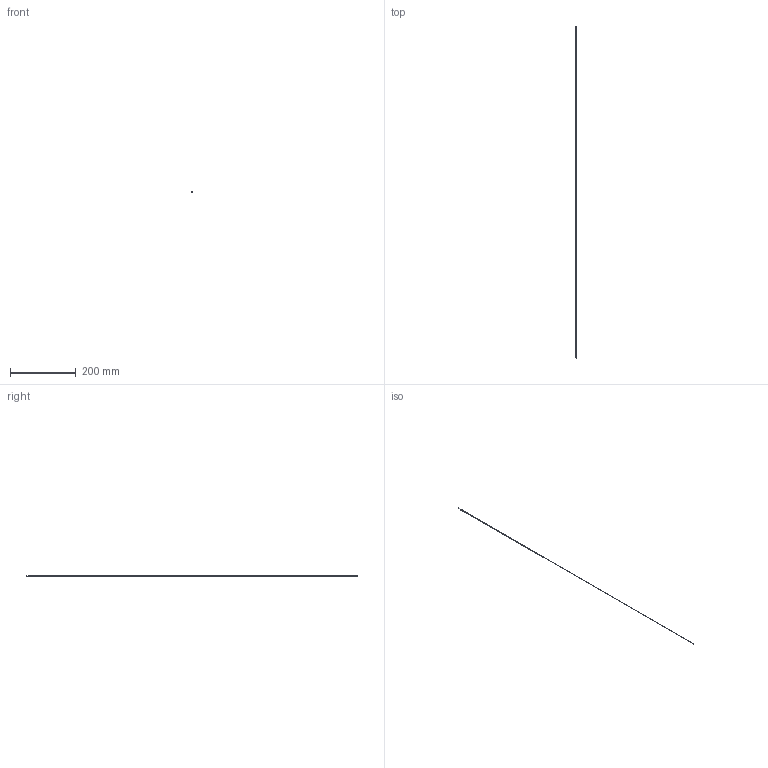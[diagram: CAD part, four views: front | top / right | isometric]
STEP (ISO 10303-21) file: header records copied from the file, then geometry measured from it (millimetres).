
FILE_DESCRIPTION (( 'STEP AP203' ), '1' );
FILE_NAME ('INGUN_SE-AWG20-2-BU01660-100.STEP', '2025-11-19T11:11:23', ( '' ), ( '' ), 'SwSTEP 2.0', 'SolidWorks 2023', '' );
FILE_SCHEMA (( 'CONFIG_CONTROL_DESIGN' ));
Length unit declared in the file: millimetre
Products named in the file (1): INGUN_SE-AWG20-2-BU01660-100
Bounding box: 3.43 x 1012.96 x 3.28 mm (x, y, z)
Volume: 1038.2 mm3; surface area: 3680.3 mm2
Topology: 1 solids, 1 shells, 219 faces, 553 edges, 346 vertices
Faces by surface type: plane 99, bspline 74, cylinder 28, torus 13, cone 5
Entity records: 11131 total; most frequent: CARTESIAN_POINT 6346, ORIENTED_EDGE 1106, DIRECTION 778, EDGE_CURVE 553, VERTEX_POINT 346, AXIS2_PLACEMENT_3D 280, EDGE_LOOP 231, ADVANCED_FACE 219
